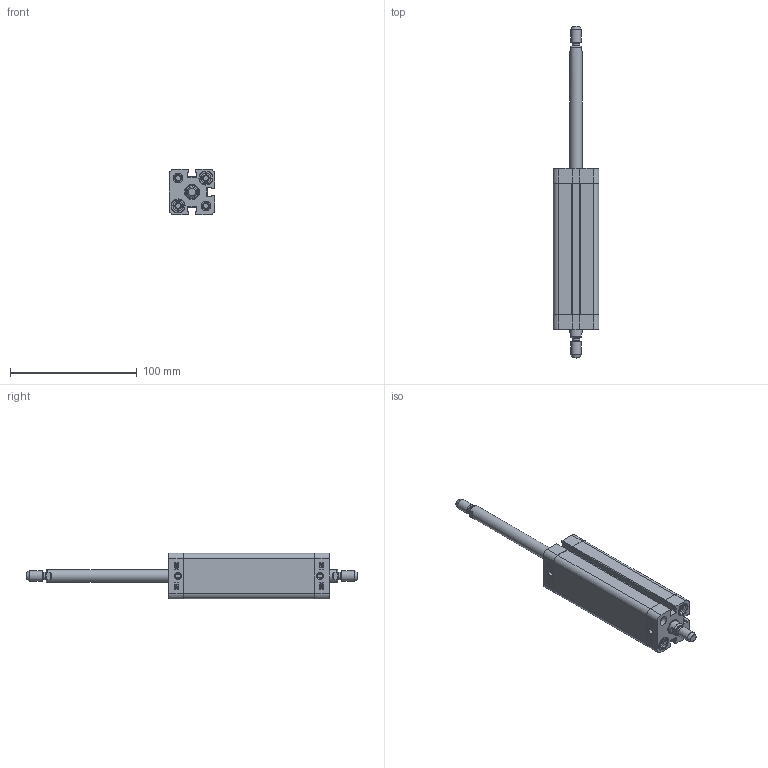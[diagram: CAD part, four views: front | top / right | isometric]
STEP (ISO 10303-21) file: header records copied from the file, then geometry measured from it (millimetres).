
FILE_DESCRIPTION((''),'2;1');
FILE_NAME('PDMP020.090.GS.M.stp','2014-01-20T08:40:32',('carlo.corazza'),(''),'Autodesk Inventor 2012','Autodesk Inventor 2012','');
FILE_SCHEMA(('AUTOMOTIVE_DESIGN { 1 0 10303 214 1 1 1 1 }'));
Length unit declared in the file: millimetre
Products named in the file (5): PDMP020..GS.M; CORPO-090; STELO-090; TA
Assembly tree (5 placements, depth 2):
  PDMP020..GS.M
    CORPO-090
    STELO-090  x2
    TA
    TA
Bounding box: 36.3 x 262.1 x 36.3 mm (x, y, z)
Volume: 112094.3 mm3; surface area: 57886 mm2
Topology: 5 solids, 9 shells, 629 faces, 1617 edges, 1056 vertices
Faces by surface type: plane 302, cylinder 149, bspline 94, cone 62, torus 22
Full cylindrical faces by diameter (mm): 4.134 x4, 5.8 x2, 7.5 x4, 7.55 x4, 8 x12, 10 x2, 10.48 x2, 10.9 x4, 11.1 x4, 11.4 x2, 12 x2, 13.84 x2, 14 x2, 20 x1
Entity records: 19283 total; most frequent: CARTESIAN_POINT 4554, ORIENTED_EDGE 2886, DIRECTION 2658, EDGE_CURVE 1443, VERTEX_POINT 1005, AXIS2_PLACEMENT_3D 903, VECTOR 852, LINE 852
